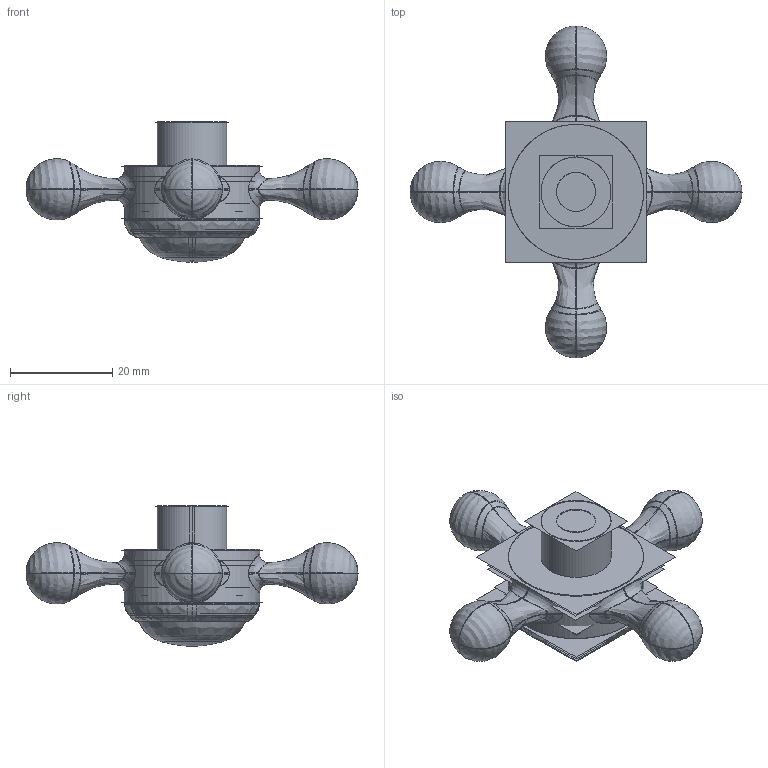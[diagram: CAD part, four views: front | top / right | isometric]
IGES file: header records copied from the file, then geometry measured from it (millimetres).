
Start section:  PTC IGES file: t1_asm.igs
Global section: file name: t1_asm.igs; native system: Pro/ENGINEER by Parametric Technology Corporation; preprocessor: 2010280; author: Administrator; organization: Unknown; date: 20200818.134438; units: millimetre
Bounding box: 65 x 65 x 27.57 mm (x, y, z)
Volume: 10579.9 mm3; surface area: 70327.6 mm2
Topology: 7 solids, 11 shells, 688 faces, 3388 edges, 4174 vertices
Faces by surface type: bspline 456, revolution 232
